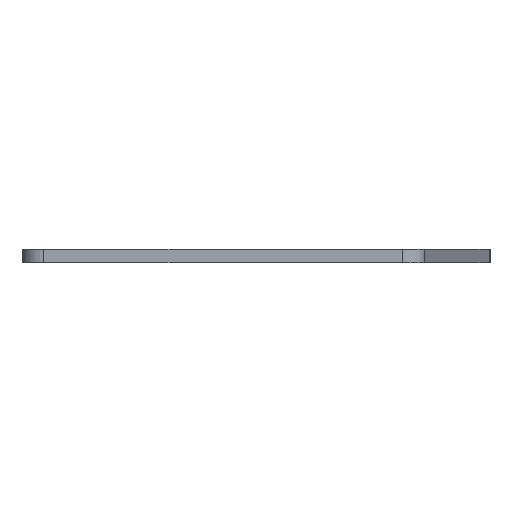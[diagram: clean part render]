
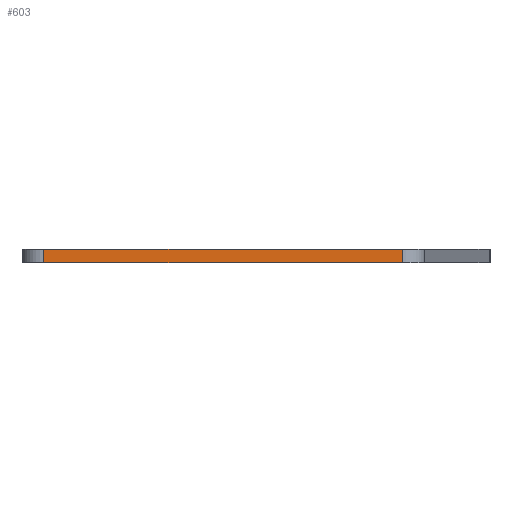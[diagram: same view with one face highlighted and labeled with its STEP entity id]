
A CAD part, left-side view. The second image highlights one B-rep face of the part: STEP entity #603.
In plain terms, the highlighted planar face has unit normal (-1, 0, 0).
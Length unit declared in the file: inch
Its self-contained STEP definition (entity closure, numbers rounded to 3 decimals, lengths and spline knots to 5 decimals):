
#32=PLANE('',#664);
#49=FACE_OUTER_BOUND('',#88,.T.);
#88=EDGE_LOOP('',(#445,#446,#447,#448));
#125=LINE('',#894,#182);
#127=LINE('',#900,#184);
#141=LINE('',#955,#198);
#142=LINE('',#956,#199);
#182=VECTOR('',#713,0.3937);
#184=VECTOR('',#719,0.3937);
#198=VECTOR('',#763,0.3937);
#199=VECTOR('',#764,0.3937);
#270=VERTEX_POINT('',#891);
#271=VERTEX_POINT('',#893);
#273=VERTEX_POINT('',#899);
#299=VERTEX_POINT('',#954);
#326=EDGE_CURVE('',#270,#271,#125,.T.);
#329=EDGE_CURVE('',#273,#271,#127,.T.);
#357=EDGE_CURVE('',#299,#270,#141,.T.);
#358=EDGE_CURVE('',#273,#299,#142,.T.);
#445=ORIENTED_EDGE('',*,*,#326,.F.);
#446=ORIENTED_EDGE('',*,*,#357,.F.);
#447=ORIENTED_EDGE('',*,*,#358,.F.);
#448=ORIENTED_EDGE('',*,*,#329,.T.);
#603=ADVANCED_FACE('',(#49),#32,.T.);
#664=AXIS2_PLACEMENT_3D('',#953,#761,#762);
#713=DIRECTION('',(0.,0.,-1.));
#719=DIRECTION('',(0.,-1.,0.));
#761=DIRECTION('center_axis',(-1.,0.,0.));
#762=DIRECTION('ref_axis',(0.,-1.,0.));
#763=DIRECTION('',(0.,-1.,0.));
#764=DIRECTION('',(0.,0.,1.));
#891=CARTESIAN_POINT('',(0.02802,0.0978,0.0625));
#893=CARTESIAN_POINT('',(0.02802,0.0978,0.));
#894=CARTESIAN_POINT('',(0.02802,0.0978,0.));
#899=CARTESIAN_POINT('',(0.02802,1.74553,0.));
#900=CARTESIAN_POINT('',(0.02802,1.84553,0.));
#953=CARTESIAN_POINT('Origin',(0.02802,1.84553,0.));
#954=CARTESIAN_POINT('',(0.02802,1.74553,0.0625));
#955=CARTESIAN_POINT('',(0.02802,1.84553,0.0625));
#956=CARTESIAN_POINT('',(0.02802,1.74553,0.));
